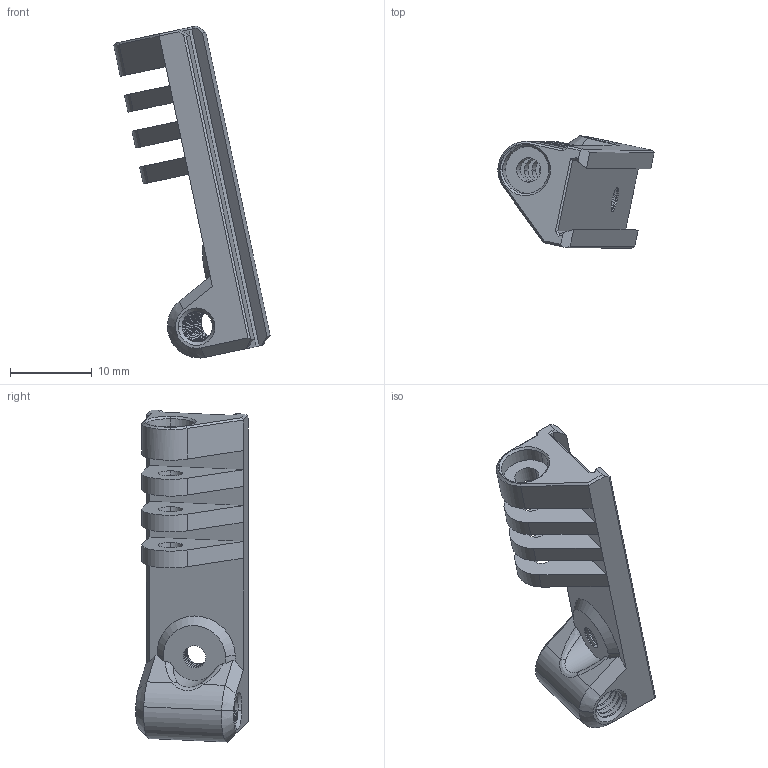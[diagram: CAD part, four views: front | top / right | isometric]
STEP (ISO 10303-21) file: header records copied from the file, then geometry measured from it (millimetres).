
FILE_DESCRIPTION (( 'STEP AP214' ), '1' );
FILE_NAME ('outerHinge^tentBridge.STEP', '2024-08-17T11:28:11', ( '' ), ( '' ), 'SwSTEP 2.0', 'SolidWorks 2023', '' );
FILE_SCHEMA (( 'AUTOMOTIVE_DESIGN' ));
Length unit declared in the file: millimetre
Products named in the file (1): outerHinge^tentBridge
Bounding box: 19.18 x 13.8 x 40.74 mm (x, y, z)
Volume: 1921.7 mm3; surface area: 2689.7 mm2
Topology: 4 solids, 4 shells, 139 faces, 360 edges, 230 vertices
Faces by surface type: cylinder 58, plane 58, cone 14, bspline 9
Entity records: 7202 total; most frequent: CARTESIAN_POINT 4020, ORIENTED_EDGE 720, DIRECTION 576, EDGE_CURVE 360, VERTEX_POINT 230, LINE 194, VECTOR 194, AXIS2_PLACEMENT_3D 191
